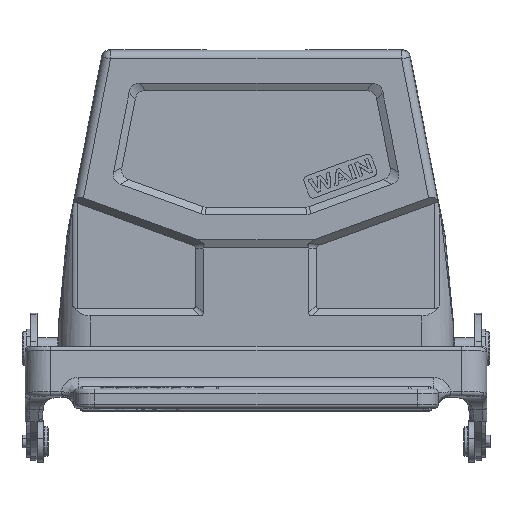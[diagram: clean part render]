
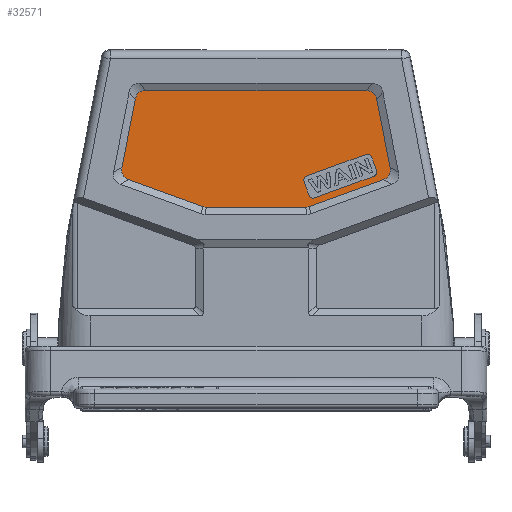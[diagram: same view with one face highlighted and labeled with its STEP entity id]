
A CAD part, top view. The second image highlights one B-rep face of the part: STEP entity #32571.
In plain terms, the highlighted planar face has unit normal (0, 0, 1).
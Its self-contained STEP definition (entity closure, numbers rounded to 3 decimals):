
#7602=DIRECTION('',(0.94,0.342,0.));
#7603=VECTOR('',#7602,18.628);
#7604=CARTESIAN_POINT('',(12.609,6.883,21.5));
#7605=LINE('',#7604,#7603);
#7615=CARTESIAN_POINT('',(11.754,6.732,21.5));
#7616=CARTESIAN_POINT('',(12.048,6.732,21.5));
#7617=CARTESIAN_POINT('',(12.333,6.782,21.5));
#7618=CARTESIAN_POINT('',(12.609,6.883,21.5));
#7624=DIRECTION('',(1.,0.,0.));
#7625=VECTOR('',#7624,23.508);
#7626=CARTESIAN_POINT('',(-11.754,6.732,21.5));
#7627=LINE('',#7626,#7625);
#7637=CARTESIAN_POINT('',(-12.609,6.883,21.5));
#7638=CARTESIAN_POINT('',(-12.333,6.782,21.5));
#7639=CARTESIAN_POINT('',(-12.048,6.732,21.5));
#7640=CARTESIAN_POINT('',(-11.754,6.732,21.5));
#7646=DIRECTION('',(0.94,-0.342,0.));
#7647=VECTOR('',#7646,18.628);
#7648=CARTESIAN_POINT('',(-30.113,13.254,21.5));
#7649=LINE('',#7648,#7647);
#7658=DIRECTION('',(-0.191,-0.982,0.));
#7659=VECTOR('',#7658,16.467);
#7660=CARTESIAN_POINT('',(-28.57,32.245,21.5));
#7661=LINE('',#7660,#7659);
#7672=CARTESIAN_POINT('',(-26.116,34.268,21.5));
#7673=CARTESIAN_POINT('',(-26.803,34.268,21.5));
#7674=CARTESIAN_POINT('',(-27.877,33.904,21.5));
#7675=CARTESIAN_POINT('',(-28.439,32.919,21.5));
#7676=CARTESIAN_POINT('',(-28.57,32.245,21.5));
#7678=DIRECTION('',(-1.,0.,0.));
#7679=VECTOR('',#7678,52.232);
#7680=CARTESIAN_POINT('',(26.116,34.268,21.5));
#7681=LINE('',#7680,#7679);
#7690=CARTESIAN_POINT('',(31.712,16.08,21.5));
#7691=CARTESIAN_POINT('',(31.848,15.381,21.5));
#7692=CARTESIAN_POINT('',(31.684,14.231,21.5));
#7693=CARTESIAN_POINT('',(30.782,13.497,21.5));
#7694=CARTESIAN_POINT('',(30.113,13.254,21.5));
#7696=CARTESIAN_POINT('',(-30.113,13.254,21.5));
#7697=CARTESIAN_POINT('',(-30.782,13.497,21.5));
#7698=CARTESIAN_POINT('',(-31.684,14.231,21.5));
#7699=CARTESIAN_POINT('',(-31.848,15.381,21.5));
#7700=CARTESIAN_POINT('',(-31.712,16.08,21.5));
#7702=DIRECTION('',(0.342,-0.94,0.));
#7703=VECTOR('',#7702,3.5);
#7704=CARTESIAN_POINT('',(11.364,12.815,21.5));
#7705=LINE('',#7704,#7703);
#7706=CARTESIAN_POINT('',(13.501,9.868,21.5));
#7707=DIRECTION('',(0.,0.,1.));
#7708=DIRECTION('',(-0.94,-0.342,0.));
#7709=AXIS2_PLACEMENT_3D('',#7706,#7707,#7708);
#7711=DIRECTION('',(0.94,0.342,0.));
#7712=VECTOR('',#7711,15.);
#7713=CARTESIAN_POINT('',(13.843,8.928,21.5));
#7714=LINE('',#7713,#7712);
#7715=CARTESIAN_POINT('',(27.597,14.998,21.5));
#7716=DIRECTION('',(0.,0.,1.));
#7717=DIRECTION('',(0.342,-0.94,0.));
#7718=AXIS2_PLACEMENT_3D('',#7715,#7716,#7717);
#7720=CARTESIAN_POINT('',(27.597,14.998,21.5));
#7721=DIRECTION('',(0.,0.,1.));
#7722=DIRECTION('',(1.,0.,0.));
#7723=AXIS2_PLACEMENT_3D('',#7720,#7721,#7722);
#7725=DIRECTION('',(-0.342,0.94,0.));
#7726=VECTOR('',#7725,3.5);
#7727=CARTESIAN_POINT('',(28.536,15.34,21.5));
#7728=LINE('',#7727,#7726);
#7729=CARTESIAN_POINT('',(26.4,18.287,21.5));
#7730=DIRECTION('',(0.,0.,1.));
#7731=DIRECTION('',(0.94,0.342,0.));
#7732=AXIS2_PLACEMENT_3D('',#7729,#7730,#7731);
#7734=DIRECTION('',(-0.94,-0.342,0.));
#7735=VECTOR('',#7734,15.);
#7736=CARTESIAN_POINT('',(26.058,19.227,21.5));
#7737=LINE('',#7736,#7735);
#7738=CARTESIAN_POINT('',(12.304,13.157,21.5));
#7739=DIRECTION('',(0.,0.,1.));
#7740=DIRECTION('',(-0.342,0.94,0.));
#7741=AXIS2_PLACEMENT_3D('',#7738,#7739,#7740);
#7743=CARTESIAN_POINT('',(12.304,13.157,21.5));
#7744=DIRECTION('',(0.,0.,1.));
#7745=DIRECTION('',(-1.,0.,0.));
#7746=AXIS2_PLACEMENT_3D('',#7743,#7744,#7745);
#7752=DIRECTION('',(-0.191,0.982,0.));
#7753=VECTOR('',#7752,16.467);
#7754=CARTESIAN_POINT('',(31.712,16.08,21.5));
#7755=LINE('',#7754,#7753);
#7766=CARTESIAN_POINT('',(28.57,32.245,21.5));
#7767=CARTESIAN_POINT('',(28.439,32.919,21.5));
#7768=CARTESIAN_POINT('',(27.877,33.904,21.5));
#7769=CARTESIAN_POINT('',(26.803,34.268,21.5));
#7770=CARTESIAN_POINT('',(26.116,34.268,21.5));
#16127=CARTESIAN_POINT('',(12.609,6.883,21.5));
#16128=VERTEX_POINT('',#16127);
#16129=CARTESIAN_POINT('',(30.113,13.254,21.5));
#16130=VERTEX_POINT('',#16129);
#16131=CARTESIAN_POINT('',(11.754,6.732,21.5));
#16132=VERTEX_POINT('',#16131);
#16133=CARTESIAN_POINT('',(-11.754,6.732,21.5));
#16134=VERTEX_POINT('',#16133);
#16135=CARTESIAN_POINT('',(-12.609,6.883,21.5));
#16136=VERTEX_POINT('',#16135);
#16137=CARTESIAN_POINT('',(-30.113,13.254,21.5));
#16138=VERTEX_POINT('',#16137);
#16139=CARTESIAN_POINT('',(-31.712,16.08,21.5));
#16140=VERTEX_POINT('',#16139);
#16141=CARTESIAN_POINT('',(-28.57,32.245,21.5));
#16142=VERTEX_POINT('',#16141);
#16143=CARTESIAN_POINT('',(-26.116,34.268,21.5));
#16144=VERTEX_POINT('',#16143);
#16145=CARTESIAN_POINT('',(26.116,34.268,21.5));
#16146=VERTEX_POINT('',#16145);
#16147=CARTESIAN_POINT('',(31.712,16.08,21.5));
#16148=CARTESIAN_POINT('',(28.57,32.245,21.5));
#16149=VERTEX_POINT('',#16147);
#16150=VERTEX_POINT('',#16148);
#16151=CARTESIAN_POINT('',(11.364,12.815,21.5));
#16152=CARTESIAN_POINT('',(12.562,9.526,21.5));
#16153=VERTEX_POINT('',#16151);
#16154=VERTEX_POINT('',#16152);
#16155=CARTESIAN_POINT('',(13.843,8.928,21.5));
#16156=VERTEX_POINT('',#16155);
#16157=CARTESIAN_POINT('',(27.939,14.059,21.5));
#16158=VERTEX_POINT('',#16157);
#16159=CARTESIAN_POINT('',(28.597,14.998,21.5));
#16160=VERTEX_POINT('',#16159);
#16161=CARTESIAN_POINT('',(28.536,15.34,21.5));
#16162=VERTEX_POINT('',#16161);
#16163=CARTESIAN_POINT('',(27.339,18.629,21.5));
#16164=VERTEX_POINT('',#16163);
#16165=CARTESIAN_POINT('',(26.058,19.227,21.5));
#16166=VERTEX_POINT('',#16165);
#16167=CARTESIAN_POINT('',(11.962,14.097,21.5));
#16168=VERTEX_POINT('',#16167);
#16169=CARTESIAN_POINT('',(11.304,13.157,21.5));
#16170=VERTEX_POINT('',#16169);
#32527=CARTESIAN_POINT('',(-34.102,12.862,21.5));
#32528=DIRECTION('',(0.,0.,-1.));
#32529=DIRECTION('',(-1.,0.,0.));
#32530=AXIS2_PLACEMENT_3D('',#32527,#32528,#32529);
#32531=PLANE('',#32530);
#32533=ORIENTED_EDGE('',*,*,#32532,.F.);
#32535=ORIENTED_EDGE('',*,*,#32534,.T.);
#32536=ORIENTED_EDGE('',*,*,#32408,.F.);
#32537=ORIENTED_EDGE('',*,*,#32423,.F.);
#32538=ORIENTED_EDGE('',*,*,#32437,.F.);
#32539=ORIENTED_EDGE('',*,*,#32451,.F.);
#32540=ORIENTED_EDGE('',*,*,#32465,.F.);
#32541=ORIENTED_EDGE('',*,*,#32479,.T.);
#32542=ORIENTED_EDGE('',*,*,#32493,.F.);
#32543=ORIENTED_EDGE('',*,*,#32507,.F.);
#32544=ORIENTED_EDGE('',*,*,#32518,.F.);
#32546=ORIENTED_EDGE('',*,*,#32545,.F.);
#32547=EDGE_LOOP('',(#32533,#32535,#32536,#32537,#32538,#32539,#32540,#32541,
#32542,#32543,#32544,#32546));
#32548=FACE_OUTER_BOUND('',#32547,.F.);
#32550=ORIENTED_EDGE('',*,*,#32549,.T.);
#32552=ORIENTED_EDGE('',*,*,#32551,.T.);
#32554=ORIENTED_EDGE('',*,*,#32553,.T.);
#32556=ORIENTED_EDGE('',*,*,#32555,.T.);
#32558=ORIENTED_EDGE('',*,*,#32557,.T.);
#32560=ORIENTED_EDGE('',*,*,#32559,.T.);
#32562=ORIENTED_EDGE('',*,*,#32561,.T.);
#32564=ORIENTED_EDGE('',*,*,#32563,.T.);
#32566=ORIENTED_EDGE('',*,*,#32565,.T.);
#32568=ORIENTED_EDGE('',*,*,#32567,.T.);
#32569=EDGE_LOOP('',(#32550,#32552,#32554,#32556,#32558,#32560,#32562,#32564,
#32566,#32568));
#32570=FACE_BOUND('',#32569,.F.);
#32571=ADVANCED_FACE('',(#32548,#32570),#32531,.F.);
#7619=B_SPLINE_CURVE_WITH_KNOTS('',3,(#7615,#7616,#7617,#7618),.UNSPECIFIED.,
.F.,.F.,(4,4),(0.,1.),.UNSPECIFIED.);
#7641=B_SPLINE_CURVE_WITH_KNOTS('',3,(#7637,#7638,#7639,#7640),.UNSPECIFIED.,
.F.,.F.,(4,4),(0.,1.),.UNSPECIFIED.);
#7677=B_SPLINE_CURVE_WITH_KNOTS('',3,(#7672,#7673,#7674,#7675,#7676),
.UNSPECIFIED.,.F.,.F.,(4,1,4),(0.,0.5,1.),.UNSPECIFIED.);
#7695=B_SPLINE_CURVE_WITH_KNOTS('',3,(#7690,#7691,#7692,#7693,#7694),
.UNSPECIFIED.,.F.,.F.,(4,1,4),(0.,0.5,1.),.UNSPECIFIED.);
#7701=B_SPLINE_CURVE_WITH_KNOTS('',3,(#7696,#7697,#7698,#7699,#7700),
.UNSPECIFIED.,.F.,.F.,(4,1,4),(0.,0.5,1.),.UNSPECIFIED.);
#7710=CIRCLE('',#7709,1.);
#7719=CIRCLE('',#7718,1.);
#7724=CIRCLE('',#7723,1.);
#7733=CIRCLE('',#7732,1.);
#7742=CIRCLE('',#7741,1.);
#7747=CIRCLE('',#7746,1.);
#7771=B_SPLINE_CURVE_WITH_KNOTS('',3,(#7766,#7767,#7768,#7769,#7770),
.UNSPECIFIED.,.F.,.F.,(4,1,4),(0.,0.5,1.),.UNSPECIFIED.);
#32408=EDGE_CURVE('',#16128,#16130,#7605,.T.);
#32423=EDGE_CURVE('',#16132,#16128,#7619,.T.);
#32437=EDGE_CURVE('',#16134,#16132,#7627,.T.);
#32451=EDGE_CURVE('',#16136,#16134,#7641,.T.);
#32465=EDGE_CURVE('',#16138,#16136,#7649,.T.);
#32479=EDGE_CURVE('',#16138,#16140,#7701,.T.);
#32493=EDGE_CURVE('',#16142,#16140,#7661,.T.);
#32507=EDGE_CURVE('',#16144,#16142,#7677,.T.);
#32518=EDGE_CURVE('',#16146,#16144,#7681,.T.);
#32532=EDGE_CURVE('',#16149,#16150,#7755,.T.);
#32534=EDGE_CURVE('',#16149,#16130,#7695,.T.);
#32545=EDGE_CURVE('',#16150,#16146,#7771,.T.);
#32549=EDGE_CURVE('',#16153,#16154,#7705,.T.);
#32551=EDGE_CURVE('',#16154,#16156,#7710,.T.);
#32553=EDGE_CURVE('',#16156,#16158,#7714,.T.);
#32555=EDGE_CURVE('',#16158,#16160,#7719,.T.);
#32557=EDGE_CURVE('',#16160,#16162,#7724,.T.);
#32559=EDGE_CURVE('',#16162,#16164,#7728,.T.);
#32561=EDGE_CURVE('',#16164,#16166,#7733,.T.);
#32563=EDGE_CURVE('',#16166,#16168,#7737,.T.);
#32565=EDGE_CURVE('',#16168,#16170,#7742,.T.);
#32567=EDGE_CURVE('',#16170,#16153,#7747,.T.);
